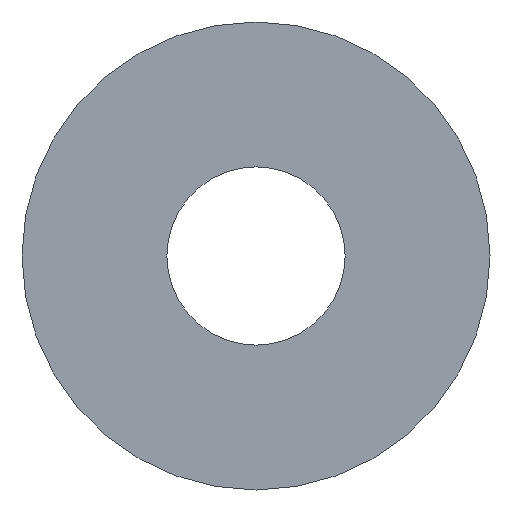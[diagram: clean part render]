
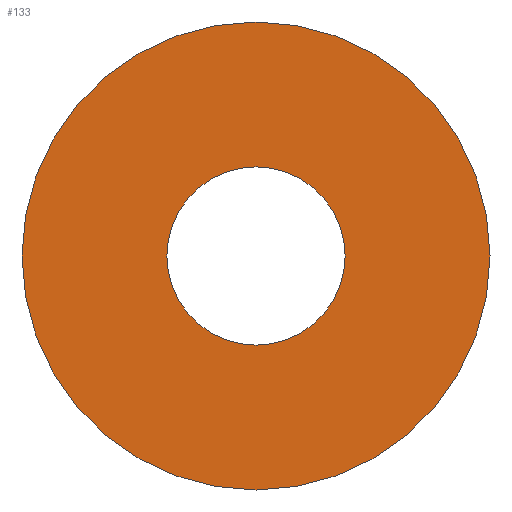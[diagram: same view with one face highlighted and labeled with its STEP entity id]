
A CAD part, front view. The second image highlights one B-rep face of the part: STEP entity #133.
In plain terms, the highlighted planar face has unit normal (0, -1, 0).
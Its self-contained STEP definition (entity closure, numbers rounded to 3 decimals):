
#3 = EDGE_LOOP ( 'NONE', ( #146, #25 ) ) ;
#11 = EDGE_LOOP ( 'NONE', ( #14, #182 ) ) ;
#14 = ORIENTED_EDGE ( 'NONE', *, *, #241, .F. ) ;
#16 = FACE_BOUND ( 'NONE', #3, .T. ) ;
#18 = EDGE_CURVE ( 'NONE', #38, #112, #85, .T. ) ;
#25 = ORIENTED_EDGE ( 'NONE', *, *, #18, .T. ) ;
#31 = VERTEX_POINT ( 'NONE', #137 ) ;
#33 = AXIS2_PLACEMENT_3D ( 'NONE', #198, #159, #68 ) ;
#38 = VERTEX_POINT ( 'NONE', #139 ) ;
#40 = DIRECTION ( 'NONE',  ( 0., 1., 0. ) ) ;
#46 = EDGE_CURVE ( 'NONE', #112, #38, #119, .T. ) ;
#51 = CARTESIAN_POINT ( 'NONE',  ( 0., 0., -2.075 ) ) ;
#63 = DIRECTION ( 'NONE',  ( 0., 1., 0. ) ) ;
#66 = DIRECTION ( 'NONE',  ( 0., 0., 1. ) ) ;
#68 = DIRECTION ( 'NONE',  ( 0., 0., 1. ) ) ;
#69 = AXIS2_PLACEMENT_3D ( 'NONE', #96, #40, #223 ) ;
#74 = CIRCLE ( 'NONE', #69, 5.45 ) ;
#83 = CARTESIAN_POINT ( 'NONE',  ( 0., 0., 0. ) ) ;
#85 = CIRCLE ( 'NONE', #203, 2.075 ) ;
#86 = DIRECTION ( 'NONE',  ( 0., 1., 0. ) ) ;
#96 = CARTESIAN_POINT ( 'NONE',  ( 0., 0., 0. ) ) ;
#98 = EDGE_CURVE ( 'NONE', #246, #31, #201, .T. ) ;
#102 = DIRECTION ( 'NONE',  ( 0., 0., 1. ) ) ;
#112 = VERTEX_POINT ( 'NONE', #51 ) ;
#119 = CIRCLE ( 'NONE', #157, 2.075 ) ;
#133 = ADVANCED_FACE ( 'NONE', ( #166, #16 ), #199, .F. ) ;
#137 = CARTESIAN_POINT ( 'NONE',  ( 0., 0., -5.45 ) ) ;
#139 = CARTESIAN_POINT ( 'NONE',  ( 0., 0., 2.075 ) ) ;
#143 = DIRECTION ( 'NONE',  ( 0., 0., 1. ) ) ;
#146 = ORIENTED_EDGE ( 'NONE', *, *, #46, .T. ) ;
#157 = AXIS2_PLACEMENT_3D ( 'NONE', #83, #86, #66 ) ;
#159 = DIRECTION ( 'NONE',  ( 0., 1., 0. ) ) ;
#162 = AXIS2_PLACEMENT_3D ( 'NONE', #174, #216, #143 ) ;
#166 = FACE_OUTER_BOUND ( 'NONE', #11, .T. ) ;
#168 = CARTESIAN_POINT ( 'NONE',  ( 0., 0., 0. ) ) ;
#174 = CARTESIAN_POINT ( 'NONE',  ( 0., 0., 0. ) ) ;
#182 = ORIENTED_EDGE ( 'NONE', *, *, #98, .F. ) ;
#198 = CARTESIAN_POINT ( 'NONE',  ( 0., 0., 0. ) ) ;
#199 = PLANE ( 'NONE',  #162 ) ;
#201 = CIRCLE ( 'NONE', #33, 5.45 ) ;
#203 = AXIS2_PLACEMENT_3D ( 'NONE', #168, #63, #102 ) ;
#216 = DIRECTION ( 'NONE',  ( 0., 1., 0. ) ) ;
#223 = DIRECTION ( 'NONE',  ( 0., 0., 1. ) ) ;
#225 = CARTESIAN_POINT ( 'NONE',  ( 0., 0., 5.45 ) ) ;
#241 = EDGE_CURVE ( 'NONE', #31, #246, #74, .T. ) ;
#246 = VERTEX_POINT ( 'NONE', #225 ) ;
